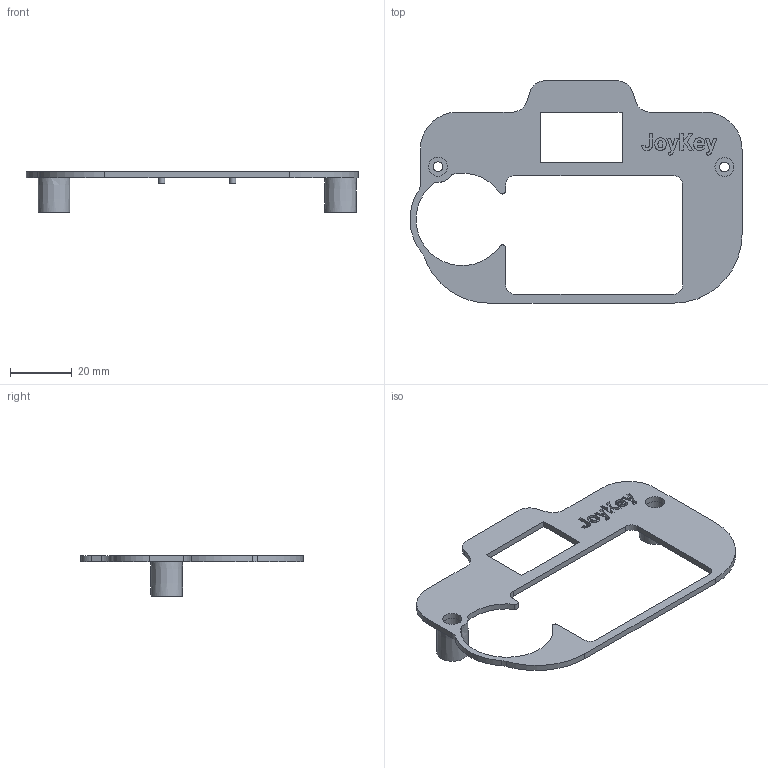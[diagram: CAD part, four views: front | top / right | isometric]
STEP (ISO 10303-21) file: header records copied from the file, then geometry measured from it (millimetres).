
FILE_DESCRIPTION(/* description */ ('STEP AP242','CAx-IF Rec.Pracs.---Representation and Presentation of Product Manufacturing Information (PMI)---4.0---2014-10-13','CAx-IF Rec.Pracs.---3D Tessellated Geometry---0.4---2014-09-14','2;1'),/* implementation_level */ '2;1');
FILE_NAME(/* name */ 'Case - JoyKey lid',/* time_stamp */ '2025-03-12T14:46:25Z',/* author */ (''),/* organization */ (''),/* preprocessor_version */ 'ST-DEVELOPER v20',/* originating_system */ 'ONSHAPE BY PTC INC, 1.194',/* authorisation */ ' ');
FILE_SCHEMA (('AP242_MANAGED_MODEL_BASED_3D_ENGINEERING_MIM_LF { 1 0 10303 442 1 1 4 }'));
Length unit declared in the file: metre
Products named in the file (1): JoyKey lid
Bounding box: 107.79 x 72.16 x 13.25 mm (x, y, z)
Volume: 7732.9 mm3; surface area: 9083.3 mm2
Topology: 1 solids, 1 shells, 157 faces, 428 edges, 284 vertices
Faces by surface type: plane 78, bspline 47, cylinder 32
Full cylindrical faces by diameter (mm): 2 x2, 3.2 x2, 6.2 x4
Entity records: 5279 total; most frequent: CARTESIAN_POINT 1591, ORIENTED_EDGE 830, DIRECTION 604, EDGE_CURVE 415, VERTEX_POINT 281, LINE 258, VECTOR 258, EDGE_LOOP 186
